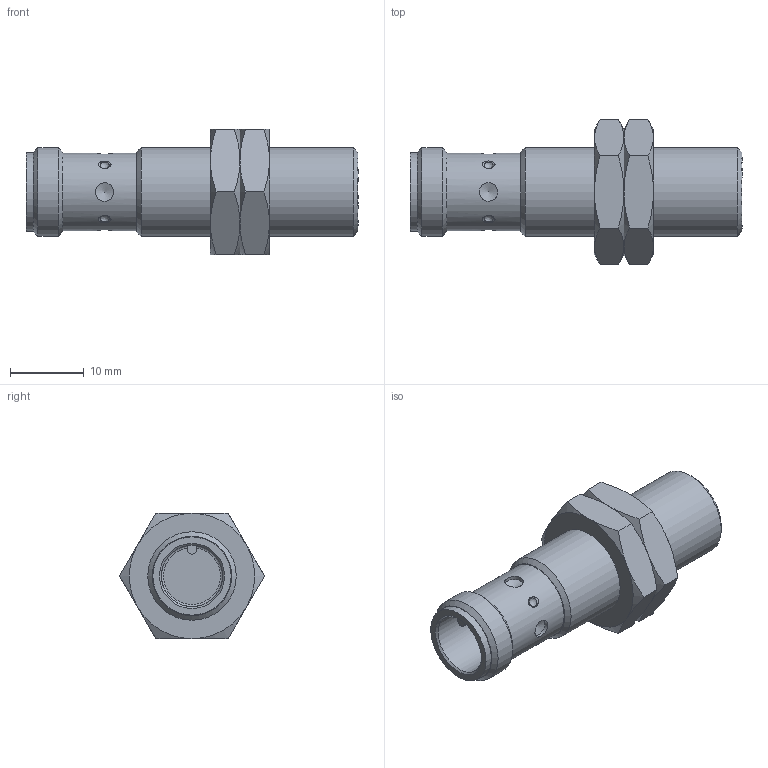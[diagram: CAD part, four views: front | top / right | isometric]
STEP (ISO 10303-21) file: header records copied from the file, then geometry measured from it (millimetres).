
FILE_DESCRIPTION (( 'STEP AP203' ), '1' );
FILE_NAME ('PMW2-AP-3H.step', '2021-01-22T22:39:01', ( 'ADC123' ), ( 'Microsoft' ), 'SwSTEP 2.0', 'SolidWorks 2019', '' );
FILE_SCHEMA (( 'CONFIG_CONTROL_DESIGN' ));
Length unit declared in the file: inch
Products named in the file (1): PMW2-AP-3H
Bounding box: 45 x 19.63 x 17 mm (x, y, z)
Volume: 5511.2 mm3; surface area: 3446.3 mm2
Topology: 3 solids, 3 shells, 88 faces, 197 edges, 124 vertices
Faces by surface type: cone 37, plane 27, cylinder 14, bspline 10
Full cylindrical faces by diameter (mm): 2.5 x4, 8.3 x1, 10.16 x1, 10.2 x1, 10.55 x1, 10.6 x1, 10.917 x2, 12 x2
Entity records: 2865 total; most frequent: CARTESIAN_POINT 1195, DIRECTION 302, ORIENTED_EDGE 292, EDGE_CURVE 146, AXIS2_PLACEMENT_3D 141, EDGE_LOOP 133, FACE_OUTER_BOUND 106, VERTEX_POINT 105
